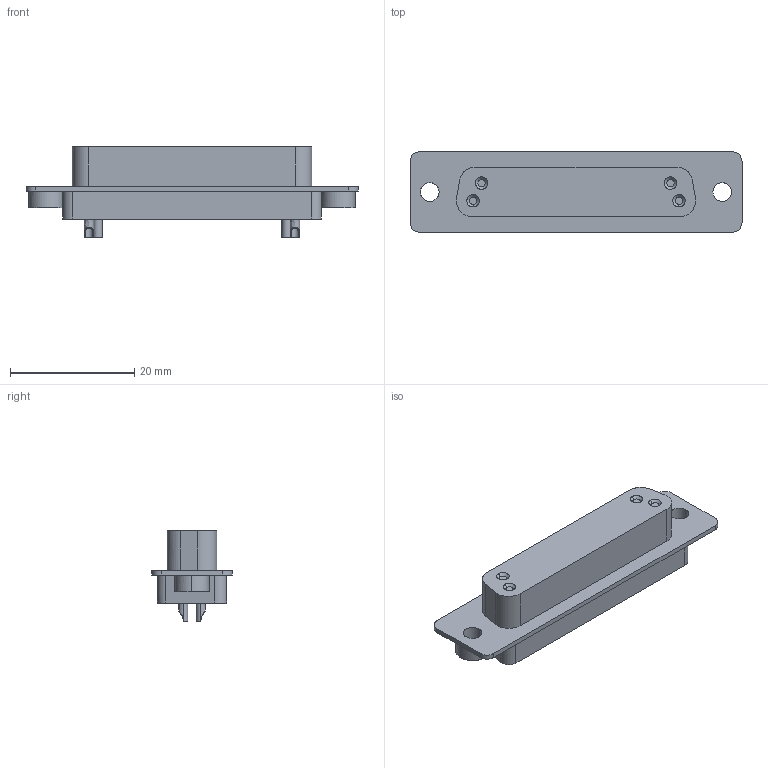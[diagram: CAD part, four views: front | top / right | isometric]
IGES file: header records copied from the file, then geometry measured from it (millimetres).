
Global section: file name: 0964_Dsub-F_female_solder_bucket_25-pins_clinch_nut.igs; preprocessor: I-DEAS 3D IGES Translator 10; date: 20050912.172706; units: millimetre
Bounding box: 53.4 x 12.9 x 14.5 mm (x, y, z)
Surface area: 2694.5 mm2 (no closed solid volume)
Topology: 0 solids, 0 shells, 78 faces, 436 edges, 436 vertices
Faces by surface type: bspline 78
